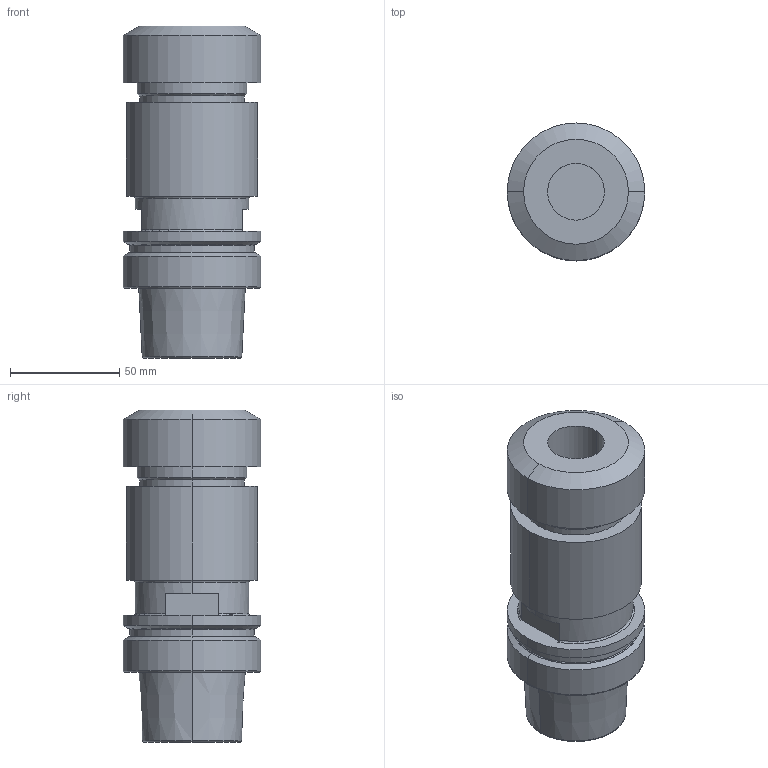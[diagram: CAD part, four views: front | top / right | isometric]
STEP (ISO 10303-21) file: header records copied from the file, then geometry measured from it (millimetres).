
FILE_DESCRIPTION (( 'STEP AP203' ), '1' );
FILE_NAME ('STP-31472-E.STEP', '2017-05-17T02:29:25', ( '' ), ( '' ), 'SwSTEP 2.0', 'SolidWorks 2015', '' );
FILE_SCHEMA (( 'CONFIG_CONTROL_DESIGN' ));
Length unit declared in the file: millimetre
Products named in the file (1): STP-31472-E
Bounding box: 63 x 63 x 152 mm (x, y, z)
Volume: 315542.9 mm3; surface area: 45802.6 mm2
Topology: 1 solids, 1 shells, 75 faces, 158 edges, 94 vertices
Faces by surface type: cylinder 24, plane 19, torus 18, cone 14
Entity records: 2115 total; most frequent: DIRECTION 402, CARTESIAN_POINT 358, ORIENTED_EDGE 316, AXIS2_PLACEMENT_3D 172, EDGE_CURVE 158, CIRCLE 96, VERTEX_POINT 94, EDGE_LOOP 84
